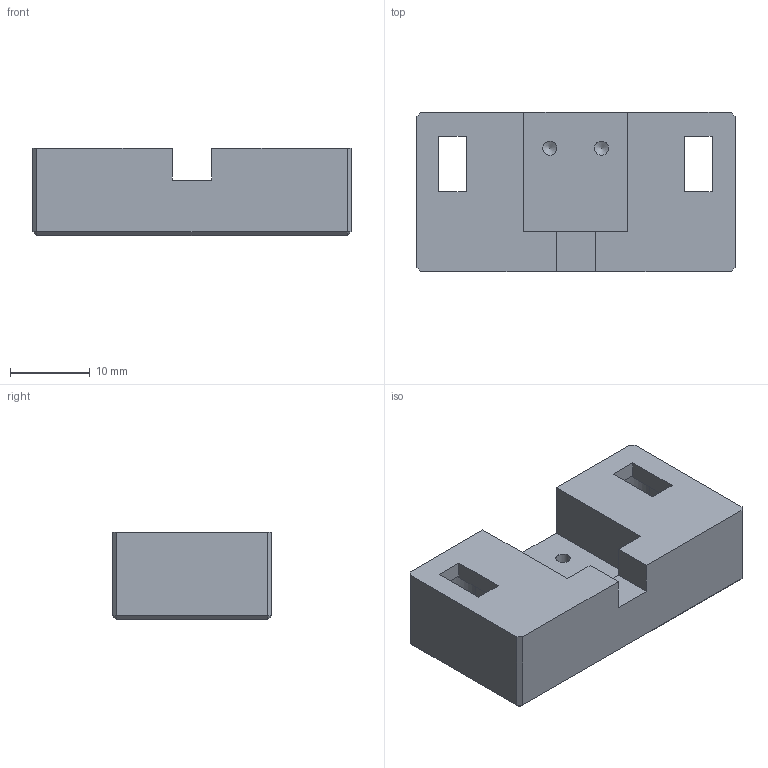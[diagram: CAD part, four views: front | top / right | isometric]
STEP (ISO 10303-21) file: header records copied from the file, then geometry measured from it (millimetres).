
FILE_DESCRIPTION(/* description */ ('STEP AP242','CAx-IF Rec.Pracs.---Representation and Presentation of Product Manufacturing Information (PMI)---4.0---2014-10-13','CAx-IF Rec.Pracs.---3D Tessellated Geometry---0.4---2014-09-14','2;1'),/* implementation_level */ '2;1');
FILE_NAME(/* name */ '638345bc8f3a27408eff3a9a',/* time_stamp */ '2022-11-27T11:10:53+00:00',/* author */ (''),/* organization */ (''),/* preprocessor_version */ 'ST-DEVELOPER v18.102',/* originating_system */ ' ',/* authorisation */ ' ');
FILE_SCHEMA (('AP242_MANAGED_MODEL_BASED_3D_ENGINEERING_MIM_LF { 1 0 10303 442 1 1 4 }'));
Length unit declared in the file: metre
Products named in the file (1): Endstop Y
Bounding box: 40 x 20 x 11 mm (x, y, z)
Volume: 6112.5 mm3; surface area: 3645.5 mm2
Topology: 1 solids, 1 shells, 84 faces, 222 edges, 144 vertices
Faces by surface type: plane 72, cylinder 10, cone 2
Full cylindrical faces by diameter (mm): 1.8 x2
Entity records: 2540 total; most frequent: CARTESIAN_POINT 441, ORIENTED_EDGE 428, DIRECTION 412, EDGE_CURVE 214, LINE 186, VECTOR 186, VERTEX_POINT 142, AXIS2_PLACEMENT_3D 113
